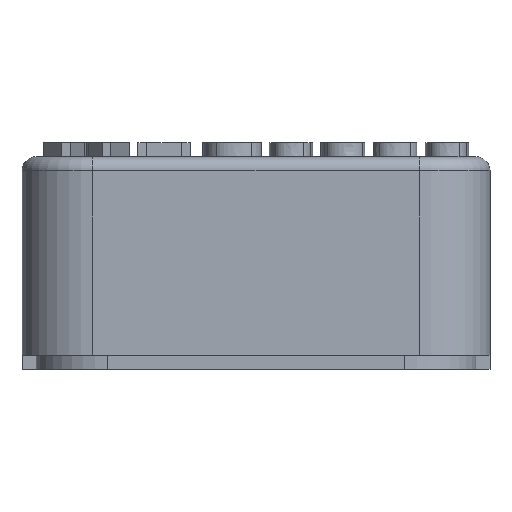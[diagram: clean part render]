
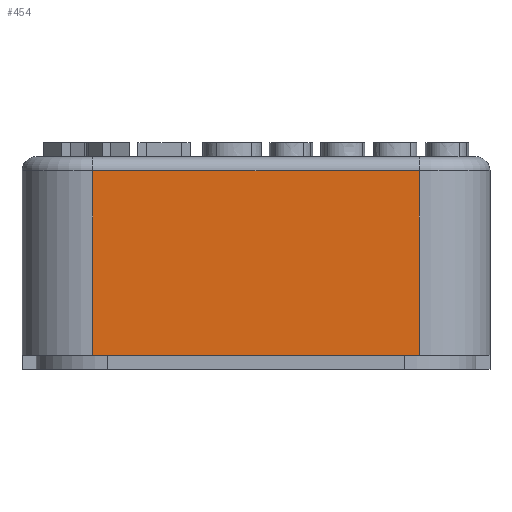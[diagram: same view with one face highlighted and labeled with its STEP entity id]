
A CAD part, front view. The second image highlights one B-rep face of the part: STEP entity #454.
In plain terms, the highlighted planar face has unit normal (0, -1, 0).
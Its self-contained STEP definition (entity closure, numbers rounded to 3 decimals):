
#454=ADVANCED_FACE('',(#700),#618,.T.);
#618=PLANE('',#3124);
#700=FACE_OUTER_BOUND('',#867,.T.);
#867=EDGE_LOOP('',(#1180,#1181,#1182,#1183));
#1180=ORIENTED_EDGE('',*,*,#2312,.T.);
#1181=ORIENTED_EDGE('',*,*,#2313,.T.);
#1182=ORIENTED_EDGE('',*,*,#2314,.T.);
#1183=ORIENTED_EDGE('',*,*,#2315,.T.);
#2018=VERTEX_POINT('',#4383);
#2019=VERTEX_POINT('',#4384);
#2020=VERTEX_POINT('',#4386);
#2021=VERTEX_POINT('',#4388);
#2312=EDGE_CURVE('',#2018,#2019,#2655,.T.);
#2313=EDGE_CURVE('',#2019,#2020,#2656,.T.);
#2314=EDGE_CURVE('',#2020,#2021,#2657,.T.);
#2315=EDGE_CURVE('',#2021,#2018,#2658,.T.);
#2655=LINE('',#4382,#2870);
#2656=LINE('',#4385,#2871);
#2657=LINE('',#4387,#2872);
#2658=LINE('',#4389,#2873);
#2870=VECTOR('',#3322,1.);
#2871=VECTOR('',#3323,1.);
#2872=VECTOR('',#3324,1.);
#2873=VECTOR('',#3325,1.);
#3124=AXIS2_PLACEMENT_3D('',#4390,#3326,#3327);
#3322=DIRECTION('',(0.,0.,1.));
#3323=DIRECTION('',(-1.,0.,0.));
#3324=DIRECTION('',(0.,0.,-1.));
#3325=DIRECTION('',(1.,0.,0.));
#3326=DIRECTION('',(0.,-1.,0.));
#3327=DIRECTION('',(1.,0.,0.));
#4382=CARTESIAN_POINT('',(2.3,-3.3,0.));
#4383=CARTESIAN_POINT('',(2.3,-3.3,0.2));
#4384=CARTESIAN_POINT('',(2.3,-3.3,2.8));
#4385=CARTESIAN_POINT('',(-3.3,-3.3,2.8));
#4386=CARTESIAN_POINT('',(-2.3,-3.3,2.8));
#4387=CARTESIAN_POINT('',(-2.3,-3.3,0.));
#4388=CARTESIAN_POINT('',(-2.3,-3.3,0.2));
#4389=CARTESIAN_POINT('',(0.,-3.3,0.2));
#4390=CARTESIAN_POINT('',(-3.3,-3.3,0.));
